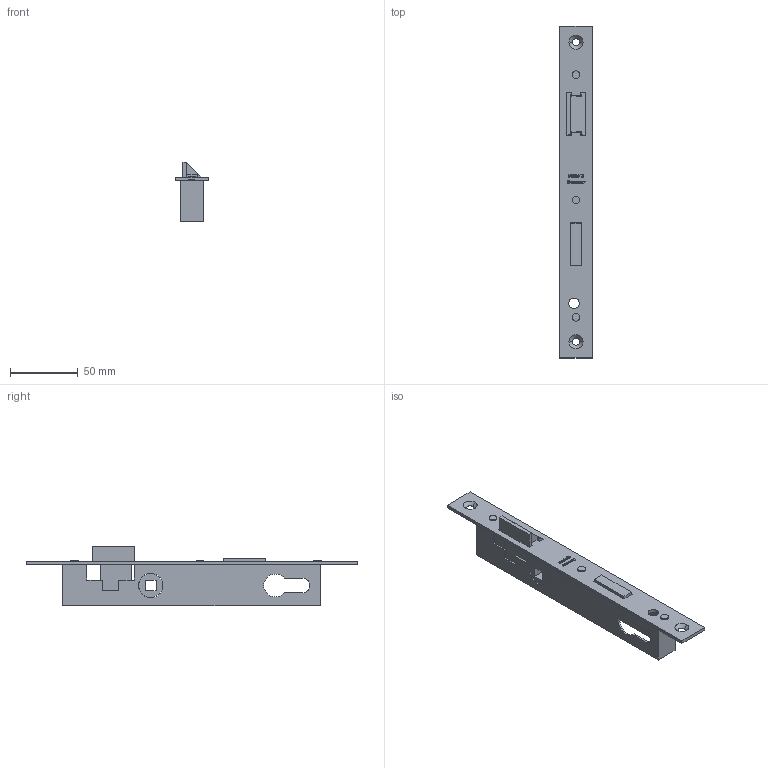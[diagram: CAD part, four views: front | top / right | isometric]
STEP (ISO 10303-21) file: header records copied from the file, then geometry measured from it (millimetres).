
FILE_DESCRIPTION (( 'STEP AP203' ), '1' );
FILE_NAME ('40106.step', '2019-06-04T11:54:02', ( '' ), ( '' ), 'SwSTEP 2.0', 'SolidWorks 2015', '' );
FILE_SCHEMA (( 'CONFIG_CONTROL_DESIGN' ));
Length unit declared in the file: millimetre
Products named in the file (1): 40106
Bounding box: 24 x 245 x 44 mm (x, y, z)
Volume: 47390.4 mm3; surface area: 40763.8 mm2
Topology: 4 solids, 4 shells, 468 faces, 1254 edges, 834 vertices
Faces by surface type: plane 280, bspline 160, cylinder 24, cone 4
Entity records: 22853 total; most frequent: CARTESIAN_POINT 12069, ORIENTED_EDGE 2508, DIRECTION 1604, EDGE_CURVE 1254, VECTOR 882, LINE 882, VERTEX_POINT 834, EDGE_LOOP 532
